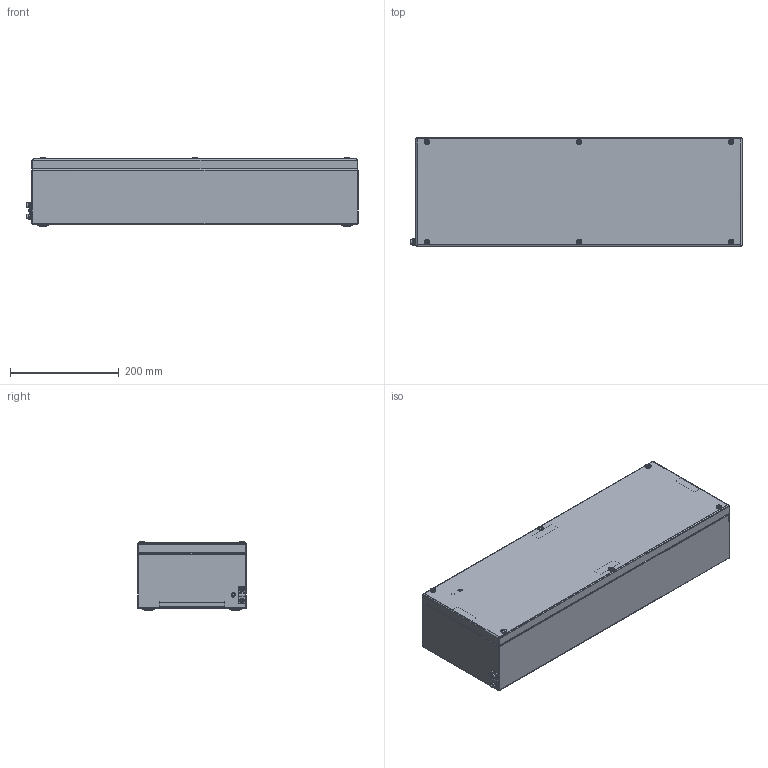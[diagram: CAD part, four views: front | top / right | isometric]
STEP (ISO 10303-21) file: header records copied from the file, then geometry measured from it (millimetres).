
FILE_DESCRIPTION(/* description */ ('STEP AP214'),/* implementation_level */ '2;1');
FILE_NAME(/* name */ '21602012000-RST.stp',/* time_stamp */ '2021-09-08T13:41:08+02:00',/* author */ ('sl'),/* organization */ (''),/* preprocessor_version */ 'ST-DEVELOPER v16.5',/* originating_system */ 'Autodesk Inventor 2017',/* authorisation */ '');
FILE_SCHEMA (('AUTOMOTIVE_DESIGN { 1 0 10303 214 3 1 1 }'));
Length unit declared in the file: millimetre
Products named in the file (17): Ex-Edelstahl-Gehäuse-12-BG-0001-21602012000; 56129_Ex; 93379; 82410; 42038_Ex; 93344; 41070; 95947; 95498; 56086_Ex; 42023_Ex; 42109; 92081; 86003_Bl.1,25; 94753; 83015; 93238
Assembly tree (44 placements, depth 3):
  Ex-Edelstahl-Gehäuse-12-BG-0001-21602012000
    94753  x4
    56129_Ex
      41070  x6
      82410  x4
      93344  x6
      93379
      42038_Ex
    92081  x3
    95947
    95498
    86003_Bl.1,25  x2
    83015  x2
    56086_Ex
      86003_Bl.1,25  x6
      42109  x2
      42023_Ex
    93238  x2
Bounding box: 611 x 200 x 128.47 mm (x, y, z)
Volume: 719186.8 mm3; surface area: 994608.4 mm2
Topology: 42 solids, 42 shells, 1013 faces, 2192 edges, 1331 vertices
Faces by surface type: plane 476, cylinder 286, bspline 100, cone 79, torus 44, sphere 28
Full cylindrical faces by diameter (mm): 1.9 x1, 4.2 x14, 4.7 x3, 5 x29, 5.9 x8, 6 x1, 6.5 x4, 7 x19, 7.1 x6, 8 x15, 8.5 x6, 9 x8, 10 x12, 10.4 x6, 14 x4
Entity records: 20832 total; most frequent: CARTESIAN_POINT 8502, DIRECTION 2429, ORIENTED_EDGE 2296, EDGE_CURVE 1148, AXIS2_PLACEMENT_3D 911, EDGE_LOOP 714, VERTEX_POINT 714, LINE 607
